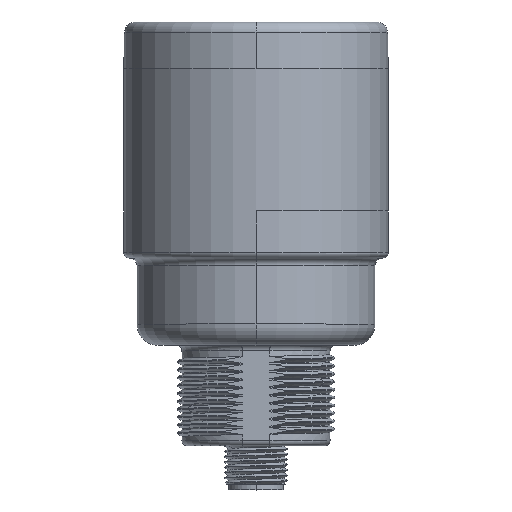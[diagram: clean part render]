
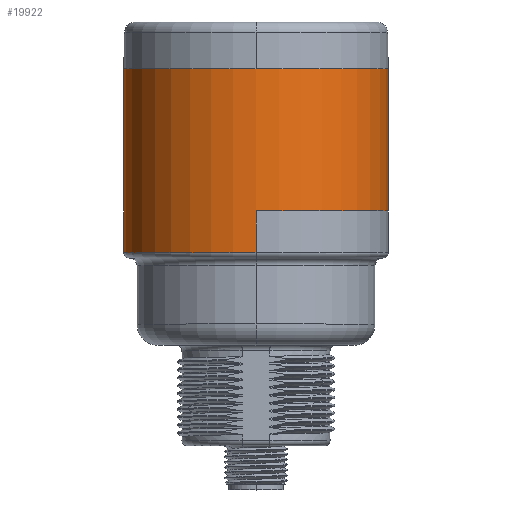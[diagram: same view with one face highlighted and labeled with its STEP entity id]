
A CAD part, top view. The second image highlights one B-rep face of the part: STEP entity #19922.
In plain terms, the highlighted cylindrical face has radius 25 mm (diameter 50 mm), a partial arc.
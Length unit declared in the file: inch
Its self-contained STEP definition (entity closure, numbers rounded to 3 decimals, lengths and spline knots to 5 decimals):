
#2334=CARTESIAN_POINT('',(0.,1.94094,0.));
#2335=DIRECTION('',(0.,-1.,0.));
#2336=DIRECTION('',(1.,0.,0.));
#2337=AXIS2_PLACEMENT_3D('',#2334,#2335,#2336);
#2339=DIRECTION('',(0.,1.,0.));
#2340=VECTOR('',#2339,0.31102);
#2341=CARTESIAN_POINT('',(0.,0.57087,0.98425));
#2342=LINE('',#2341,#2340);
#2343=CARTESIAN_POINT('',(0.,0.57087,0.));
#2344=DIRECTION('',(0.,-1.,0.));
#2345=DIRECTION('',(0.,0.,1.));
#2346=AXIS2_PLACEMENT_3D('',#2343,#2344,#2345);
#2348=DIRECTION('',(0.,1.,0.));
#2349=VECTOR('',#2348,0.31102);
#2350=CARTESIAN_POINT('',(0.,0.57087,-0.98425));
#2351=LINE('',#2350,#2349);
#2352=CARTESIAN_POINT('',(0.,0.88189,0.));
#2353=DIRECTION('',(0.,-1.,0.));
#2354=DIRECTION('',(-1.,0.,0.));
#2355=AXIS2_PLACEMENT_3D('',#2352,#2353,#2354);
#2357=DIRECTION('',(0.,1.,0.));
#2358=VECTOR('',#2357,1.05906);
#2359=CARTESIAN_POINT('',(-0.98425,0.88189,0.));
#2360=LINE('',#2359,#2358);
#2361=CARTESIAN_POINT('',(0.,1.94094,0.));
#2362=DIRECTION('',(0.,-1.,0.));
#2363=DIRECTION('',(0.,0.,1.));
#2364=AXIS2_PLACEMENT_3D('',#2361,#2362,#2363);
#2389=CARTESIAN_POINT('',(0.,0.88189,0.));
#2390=DIRECTION('',(0.,-1.,0.));
#2391=DIRECTION('',(1.,0.,0.));
#2392=AXIS2_PLACEMENT_3D('',#2389,#2390,#2391);
#2394=DIRECTION('',(0.,1.,0.));
#2395=VECTOR('',#2394,1.05906);
#2396=CARTESIAN_POINT('',(0.98425,0.88189,0.));
#2397=LINE('',#2396,#2395);
#16925=CARTESIAN_POINT('',(0.,0.57087,-0.98425));
#16926=CARTESIAN_POINT('',(0.,0.57087,0.98425));
#16927=VERTEX_POINT('',#16925);
#16928=VERTEX_POINT('',#16926);
#17394=CARTESIAN_POINT('',(0.98425,0.88189,0.));
#17395=CARTESIAN_POINT('',(0.,0.88189,0.98425));
#17396=VERTEX_POINT('',#17394);
#17397=VERTEX_POINT('',#17395);
#17398=CARTESIAN_POINT('',(-0.98425,0.88189,0.));
#17399=CARTESIAN_POINT('',(0.,0.88189,-0.98425));
#17400=VERTEX_POINT('',#17398);
#17401=VERTEX_POINT('',#17399);
#17617=CARTESIAN_POINT('',(-0.98425,1.94094,0.));
#17619=VERTEX_POINT('',#17617);
#17621=CARTESIAN_POINT('',(0.98425,1.94094,0.));
#17622=VERTEX_POINT('',#17621);
#17623=CARTESIAN_POINT('',(0.,1.94094,0.98425));
#17624=VERTEX_POINT('',#17623);
#19898=CARTESIAN_POINT('',(0.,0.96929,0.));
#19899=DIRECTION('',(0.,-1.,0.));
#19900=DIRECTION('',(0.,0.,1.));
#19901=AXIS2_PLACEMENT_3D('',#19898,#19899,#19900);
#19902=CYLINDRICAL_SURFACE('',#19901,0.98425);
#19904=ORIENTED_EDGE('',*,*,#19903,.F.);
#19906=ORIENTED_EDGE('',*,*,#19905,.F.);
#19908=ORIENTED_EDGE('',*,*,#19907,.T.);
#19910=ORIENTED_EDGE('',*,*,#19909,.F.);
#19911=ORIENTED_EDGE('',*,*,#19888,.T.);
#19913=ORIENTED_EDGE('',*,*,#19912,.T.);
#19915=ORIENTED_EDGE('',*,*,#19914,.F.);
#19917=ORIENTED_EDGE('',*,*,#19916,.T.);
#19919=ORIENTED_EDGE('',*,*,#19918,.F.);
#19920=EDGE_LOOP('',(#19904,#19906,#19908,#19910,#19911,#19913,#19915,#19917,
#19919));
#19921=FACE_OUTER_BOUND('',#19920,.F.);
#19922=ADVANCED_FACE('',(#19921),#19902,.T.);
#2338=CIRCLE('',#2337,0.98425);
#2347=CIRCLE('',#2346,0.98425);
#2356=CIRCLE('',#2355,0.98425);
#2365=CIRCLE('',#2364,0.98425);
#2393=CIRCLE('',#2392,0.98425);
#19888=EDGE_CURVE('',#16928,#16927,#2347,.T.);
#19903=EDGE_CURVE('',#17622,#17624,#2338,.T.);
#19905=EDGE_CURVE('',#17396,#17622,#2397,.T.);
#19907=EDGE_CURVE('',#17396,#17397,#2393,.T.);
#19909=EDGE_CURVE('',#16928,#17397,#2342,.T.);
#19912=EDGE_CURVE('',#16927,#17401,#2351,.T.);
#19914=EDGE_CURVE('',#17400,#17401,#2356,.T.);
#19916=EDGE_CURVE('',#17400,#17619,#2360,.T.);
#19918=EDGE_CURVE('',#17624,#17619,#2365,.T.);
